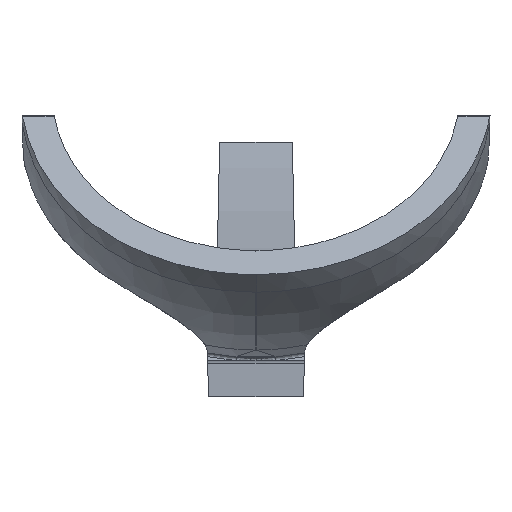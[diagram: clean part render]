
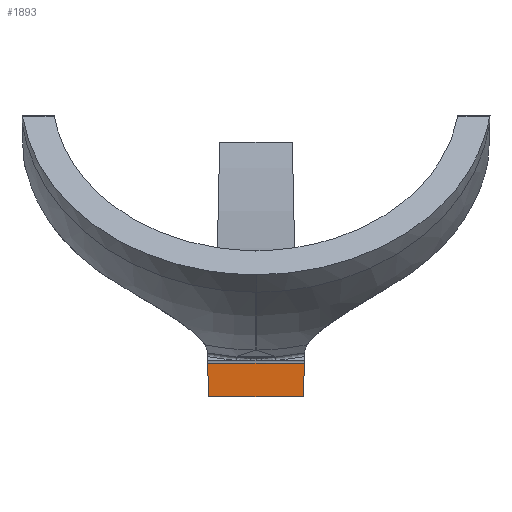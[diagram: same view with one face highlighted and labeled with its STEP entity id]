
A CAD part, front view. The second image highlights one B-rep face of the part: STEP entity #1893.
In plain terms, the highlighted planar face has unit normal (0, -0.999, -0.035).
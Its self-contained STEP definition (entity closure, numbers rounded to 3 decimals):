
#45 = EDGE_CURVE ( 'NONE', #3787, #4644, #2416, .T. ) ;
#100 = EDGE_CURVE ( 'NONE', #3787, #1625, #3753, .T. ) ;
#131 = ORIENTED_EDGE ( 'NONE', *, *, #1976, .F. ) ;
#212 = CARTESIAN_POINT ( 'NONE',  ( 40., -0.149, 4.269 ) ) ;
#336 = VECTOR ( 'NONE', #5765, 1000. ) ;
#585 = CARTESIAN_POINT ( 'NONE',  ( -6.16, -0.149, 4.269 ) ) ;
#975 = CARTESIAN_POINT ( 'NONE',  ( -6.045, 0., 0. ) ) ;
#989 = DIRECTION ( 'NONE',  ( -0.027, 0.035, -0.999 ) ) ;
#1019 = CARTESIAN_POINT ( 'NONE',  ( 40., -0.149, 4.269 ) ) ;
#1208 = VERTEX_POINT ( 'NONE', #975 ) ;
#1413 = DIRECTION ( 'NONE',  ( -1., 0., 0. ) ) ;
#1488 = CARTESIAN_POINT ( 'NONE',  ( 40., 0., 0. ) ) ;
#1625 = VERTEX_POINT ( 'NONE', #2001 ) ;
#1635 = ORIENTED_EDGE ( 'NONE', *, *, #45, .T. ) ;
#1843 = CARTESIAN_POINT ( 'NONE',  ( -6.126, -0.106, 3.024 ) ) ;
#1893 = ADVANCED_FACE ( 'NONE', ( #5207 ), #3343, .F. ) ;
#1896 = AXIS2_PLACEMENT_3D ( 'NONE', #212, #3835, #4356 ) ;
#1976 = EDGE_CURVE ( 'NONE', #1625, #1208, #4836, .T. ) ;
#2001 = CARTESIAN_POINT ( 'NONE',  ( 6.045, 0., 0. ) ) ;
#2416 = LINE ( 'NONE', #1019, #5450 ) ;
#3022 = EDGE_LOOP ( 'NONE', ( #3224, #131, #4138, #1635 ) ) ;
#3103 = VECTOR ( 'NONE', #989, 1000. ) ;
#3224 = ORIENTED_EDGE ( 'NONE', *, *, #4349, .F. ) ;
#3268 = LINE ( 'NONE', #1843, #3279 ) ;
#3279 = VECTOR ( 'NONE', #5135, 1000. ) ;
#3343 = PLANE ( 'NONE',  #1896 ) ;
#3753 = LINE ( 'NONE', #5098, #3103 ) ;
#3787 = VERTEX_POINT ( 'NONE', #5829 ) ;
#3835 = DIRECTION ( 'NONE',  ( 0., 0.999, 0.035 ) ) ;
#4138 = ORIENTED_EDGE ( 'NONE', *, *, #100, .F. ) ;
#4349 = EDGE_CURVE ( 'NONE', #1208, #4644, #3268, .T. ) ;
#4356 = DIRECTION ( 'NONE',  ( 0., -0.035, 0.999 ) ) ;
#4644 = VERTEX_POINT ( 'NONE', #585 ) ;
#4836 = LINE ( 'NONE', #1488, #336 ) ;
#5098 = CARTESIAN_POINT ( 'NONE',  ( 6.184, -0.181, 5.181 ) ) ;
#5135 = DIRECTION ( 'NONE',  ( -0.027, -0.035, 0.999 ) ) ;
#5207 = FACE_OUTER_BOUND ( 'NONE', #3022, .T. ) ;
#5450 = VECTOR ( 'NONE', #1413, 1000. ) ;
#5765 = DIRECTION ( 'NONE',  ( -1., 0., 0. ) ) ;
#5829 = CARTESIAN_POINT ( 'NONE',  ( 6.16, -0.149, 4.269 ) ) ;
